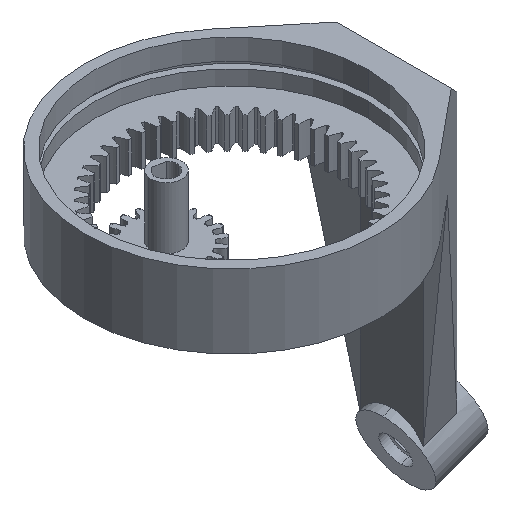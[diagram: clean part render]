
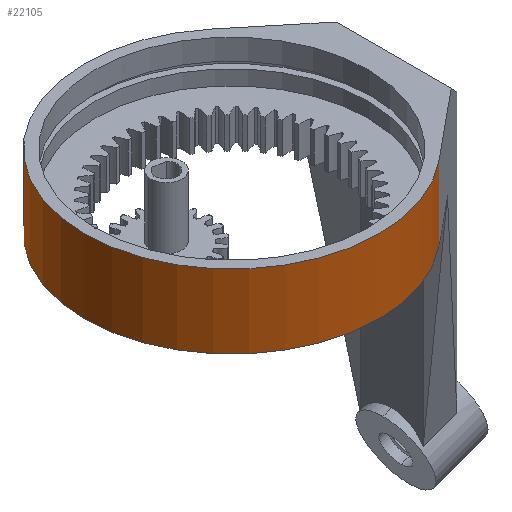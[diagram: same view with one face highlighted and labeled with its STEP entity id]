
A CAD part, isometric view. The second image highlights one B-rep face of the part: STEP entity #22105.
In plain terms, the highlighted cylindrical face has radius 70 mm (diameter 140 mm), a partial arc.
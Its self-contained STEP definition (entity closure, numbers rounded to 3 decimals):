
#67 = CARTESIAN_POINT ( 'NONE',  ( 44.443, 54.081, 0. ) ) ;
#342 = FACE_OUTER_BOUND ( 'NONE', #4950, .T. ) ;
#946 = EDGE_CURVE ( 'NONE', #13289, #17669, #3311, .T. ) ;
#1416 = DIRECTION ( 'NONE',  ( 0., 0., 1. ) ) ;
#2254 = VECTOR ( 'NONE', #1416, 1000. ) ;
#3204 = VERTEX_POINT ( 'NONE', #67 ) ;
#3311 = LINE ( 'NONE', #20430, #2254 ) ;
#3778 = AXIS2_PLACEMENT_3D ( 'NONE', #11468, #5961, #7643 ) ;
#4079 = ORIENTED_EDGE ( 'NONE', *, *, #21704, .T. ) ;
#4950 = EDGE_LOOP ( 'NONE', ( #5114, #20067, #4079, #17648 ) ) ;
#5114 = ORIENTED_EDGE ( 'NONE', *, *, #15240, .F. ) ;
#5374 = LINE ( 'NONE', #15523, #13116 ) ;
#5515 = DIRECTION ( 'NONE',  ( 1., 0., 0. ) ) ;
#5961 = DIRECTION ( 'NONE',  ( 0., 0., 1. ) ) ;
#7643 = DIRECTION ( 'NONE',  ( 1., 0., 0. ) ) ;
#7681 = DIRECTION ( 'NONE',  ( 0., 0., 1. ) ) ;
#8091 = VERTEX_POINT ( 'NONE', #19439 ) ;
#8986 = CYLINDRICAL_SURFACE ( 'NONE', #9756, 70. ) ;
#9756 = AXIS2_PLACEMENT_3D ( 'NONE', #15549, #15870, #5515 ) ;
#10563 = EDGE_CURVE ( 'NONE', #3204, #8091, #5374, .T. ) ;
#11096 = CARTESIAN_POINT ( 'NONE',  ( 44.443, -54.081, 0. ) ) ;
#11468 = CARTESIAN_POINT ( 'NONE',  ( 0., 0., 35. ) ) ;
#13116 = VECTOR ( 'NONE', #17099, 1000. ) ;
#13289 = VERTEX_POINT ( 'NONE', #11096 ) ;
#14900 = CARTESIAN_POINT ( 'NONE',  ( 0., 0., 0. ) ) ;
#15240 = EDGE_CURVE ( 'NONE', #8091, #17669, #21037, .T. ) ;
#15523 = CARTESIAN_POINT ( 'NONE',  ( 44.443, 54.081, -118.156 ) ) ;
#15549 = CARTESIAN_POINT ( 'NONE',  ( 0., 0., 0. ) ) ;
#15870 = DIRECTION ( 'NONE',  ( 0., 0., 1. ) ) ;
#17099 = DIRECTION ( 'NONE',  ( 0., 0., 1. ) ) ;
#17500 = CARTESIAN_POINT ( 'NONE',  ( 44.443, -54.081, 35. ) ) ;
#17648 = ORIENTED_EDGE ( 'NONE', *, *, #946, .T. ) ;
#17669 = VERTEX_POINT ( 'NONE', #17500 ) ;
#17932 = DIRECTION ( 'NONE',  ( 1., 0., 0. ) ) ;
#19113 = CIRCLE ( 'NONE', #21614, 70. ) ;
#19439 = CARTESIAN_POINT ( 'NONE',  ( 44.443, 54.081, 35. ) ) ;
#20067 = ORIENTED_EDGE ( 'NONE', *, *, #10563, .F. ) ;
#20430 = CARTESIAN_POINT ( 'NONE',  ( 44.443, -54.081, -118.156 ) ) ;
#21037 = CIRCLE ( 'NONE', #3778, 70. ) ;
#21614 = AXIS2_PLACEMENT_3D ( 'NONE', #14900, #7681, #17932 ) ;
#21704 = EDGE_CURVE ( 'NONE', #3204, #13289, #19113, .T. ) ;
#22105 = ADVANCED_FACE ( 'NONE', ( #342 ), #8986, .T. ) ;
